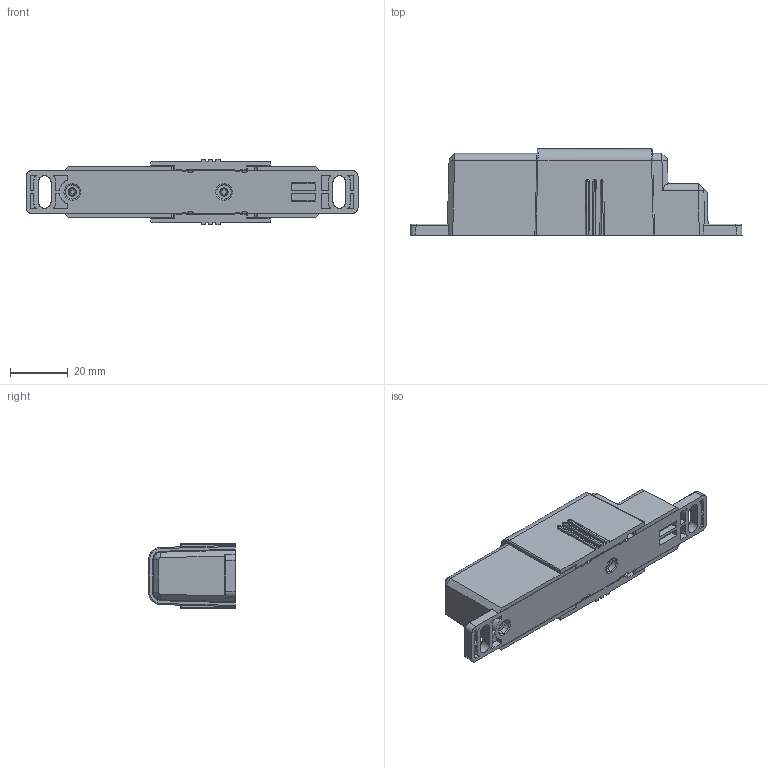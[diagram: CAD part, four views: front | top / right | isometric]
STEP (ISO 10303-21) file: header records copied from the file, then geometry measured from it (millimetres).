
FILE_DESCRIPTION (( 'STEP AP203' ), '1' );
FILE_NAME ('VEX-POWER-EXPANDER.STEP', '2011-02-17T19:08:57', ( '' ), ( '' ), 'SwSTEP 2.0', 'SolidWorks 2010', '' );
FILE_SCHEMA (( 'CONFIG_CONTROL_DESIGN' ));
Length unit declared in the file: inch
Products named in the file (5): VEX-POWER-EXPANDER; BOTTOM_CASE_Rev1; TOP_CASE_Rev1; T-1_LED_Rev1; Lock_Slide_Rev1
Assembly tree (4 placements, depth 2):
  VEX-POWER-EXPANDER
    T-1_LED_Rev1
    BOTTOM_CASE_Rev1
    Lock_Slide_Rev1
    TOP_CASE_Rev1
Bounding box: 114.5 x 29.84 x 22.61 mm (x, y, z)
Volume: 19561.4 mm3; surface area: 28356.5 mm2
Topology: 4 solids, 4 shells, 932 faces, 2411 edges, 1480 vertices
Faces by surface type: plane 533, cylinder 161, cone 107, bspline 71, sphere 32, torus 28
Entity records: 29673 total; most frequent: CARTESIAN_POINT 7626, ORIENTED_EDGE 4774, DIRECTION 4079, EDGE_CURVE 2387, LINE 1519, VECTOR 1519, VERTEX_POINT 1480, AXIS2_PLACEMENT_3D 1280
